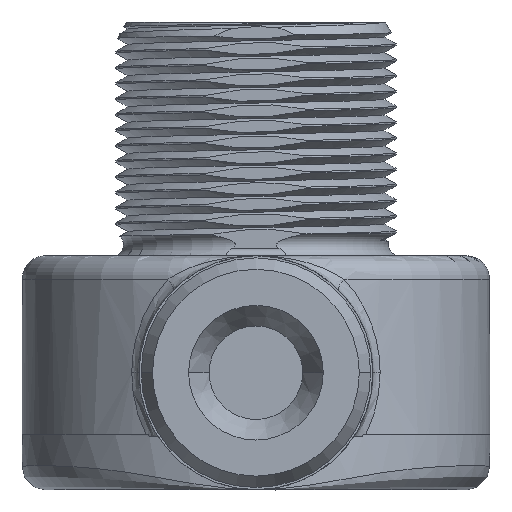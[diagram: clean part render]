
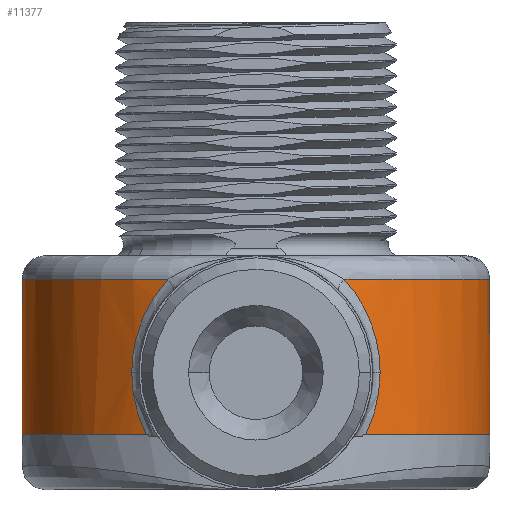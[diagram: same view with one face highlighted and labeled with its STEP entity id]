
A CAD part, front view. The second image highlights one B-rep face of the part: STEP entity #11377.
In plain terms, the highlighted cylindrical face has radius 15 mm (diameter 30 mm), a partial arc.
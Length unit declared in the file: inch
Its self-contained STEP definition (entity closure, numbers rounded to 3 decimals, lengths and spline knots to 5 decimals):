
#328=CARTESIAN_POINT('',(0.,0.,-0.4515));
#329=DIRECTION('',(0.,0.,1.));
#330=DIRECTION('',(0.47,-0.883,0.));
#331=AXIS2_PLACEMENT_3D('',#328,#329,#330);
#333=CARTESIAN_POINT('',(0.27745,-0.52132,
-0.4515));
#334=CARTESIAN_POINT('',(0.27995,-0.51998,
-0.44643));
#335=CARTESIAN_POINT('',(0.28469,-0.51742,
-0.43623));
#336=CARTESIAN_POINT('',(0.29099,-0.5139,
-0.42072));
#337=CARTESIAN_POINT('',(0.2965,-0.51074,
-0.40508));
#338=CARTESIAN_POINT('',(0.30121,-0.50797,
-0.38934));
#339=CARTESIAN_POINT('',(0.30515,-0.50561,
-0.37357));
#340=CARTESIAN_POINT('',(0.30832,-0.50368,
-0.35781));
#341=CARTESIAN_POINT('',(0.31077,-0.50217,
-0.34208));
#342=CARTESIAN_POINT('',(0.31248,-0.5011,
-0.3264));
#343=CARTESIAN_POINT('',(0.3135,-0.50047,
-0.31078));
#344=CARTESIAN_POINT('',(0.31373,-0.50032,
-0.30043));
#345=CARTESIAN_POINT('',(0.31373,-0.50032,
-0.29528));
#347=CARTESIAN_POINT('',(0.31373,-0.50032,
-0.29528));
#348=CARTESIAN_POINT('',(0.31373,-0.50032,
-0.28989));
#349=CARTESIAN_POINT('',(0.31348,-0.50048,
-0.27909));
#350=CARTESIAN_POINT('',(0.31237,-0.50118,
-0.26275));
#351=CARTESIAN_POINT('',(0.31049,-0.50235,
-0.24632));
#352=CARTESIAN_POINT('',(0.3078,-0.504,
-0.22982));
#353=CARTESIAN_POINT('',(0.30431,-0.50611,
-0.2133));
#354=CARTESIAN_POINT('',(0.29998,-0.5087,
-0.19679));
#355=CARTESIAN_POINT('',(0.29479,-0.51172,
-0.18033));
#356=CARTESIAN_POINT('',(0.28873,-0.51517,
-0.16398));
#357=CARTESIAN_POINT('',(0.28178,-0.51901,
-0.14779));
#358=CARTESIAN_POINT('',(0.27394,-0.5232,
-0.13182));
#359=CARTESIAN_POINT('',(0.26521,-0.52768,
-0.11619));
#360=CARTESIAN_POINT('',(0.25564,-0.53239,
-0.10099));
#361=CARTESIAN_POINT('',(0.24526,-0.53726,
-0.08633));
#362=CARTESIAN_POINT('',(0.23413,-0.54221,
-0.07227));
#363=CARTESIAN_POINT('',(0.22627,-0.5455,
-0.06339));
#364=CARTESIAN_POINT('',(0.22223,-0.54714,
-0.05906));
#366=CARTESIAN_POINT('',(0.,0.,-0.05906));
#367=DIRECTION('',(0.,0.,-1.));
#368=DIRECTION('',(-1.,0.,0.));
#369=AXIS2_PLACEMENT_3D('',#366,#367,#368);
#371=CARTESIAN_POINT('',(0.,0.,-0.05906));
#372=DIRECTION('',(0.,0.,-1.));
#373=DIRECTION('',(-0.376,-0.926,0.));
#374=AXIS2_PLACEMENT_3D('',#371,#372,#373);
#376=CARTESIAN_POINT('',(-0.22222,-0.54714,
-0.05906));
#377=CARTESIAN_POINT('',(-0.22627,-0.5455,
-0.06338));
#378=CARTESIAN_POINT('',(-0.23413,-0.54221,
-0.07227));
#379=CARTESIAN_POINT('',(-0.24526,-0.53726,
-0.08632));
#380=CARTESIAN_POINT('',(-0.25563,-0.53239,
-0.10099));
#381=CARTESIAN_POINT('',(-0.26521,-0.52768,
-0.11618));
#382=CARTESIAN_POINT('',(-0.27393,-0.5232,
-0.13181));
#383=CARTESIAN_POINT('',(-0.28178,-0.51901,
-0.14778));
#384=CARTESIAN_POINT('',(-0.28873,-0.51518,
-0.16397));
#385=CARTESIAN_POINT('',(-0.29479,-0.51173,
-0.18032));
#386=CARTESIAN_POINT('',(-0.29998,-0.5087,
-0.19677));
#387=CARTESIAN_POINT('',(-0.30431,-0.50612,
-0.21328));
#388=CARTESIAN_POINT('',(-0.3078,-0.504,
-0.22981));
#389=CARTESIAN_POINT('',(-0.31048,-0.50235,
-0.24631));
#390=CARTESIAN_POINT('',(-0.31237,-0.50118,
-0.26274));
#391=CARTESIAN_POINT('',(-0.31348,-0.50048,
-0.27909));
#392=CARTESIAN_POINT('',(-0.31373,-0.50032,
-0.28989));
#393=CARTESIAN_POINT('',(-0.31373,-0.50032,
-0.29528));
#395=CARTESIAN_POINT('',(-0.31373,-0.50032,
-0.29528));
#396=CARTESIAN_POINT('',(-0.31373,-0.50032,
-0.30044));
#397=CARTESIAN_POINT('',(-0.3135,-0.50047,
-0.31078));
#398=CARTESIAN_POINT('',(-0.31248,-0.5011,
-0.32641));
#399=CARTESIAN_POINT('',(-0.31076,-0.50217,
-0.3421));
#400=CARTESIAN_POINT('',(-0.30832,-0.50368,
-0.35784));
#401=CARTESIAN_POINT('',(-0.30514,-0.50561,
-0.37361));
#402=CARTESIAN_POINT('',(-0.3012,-0.50797,
-0.38938));
#403=CARTESIAN_POINT('',(-0.29649,-0.51074,
-0.4051));
#404=CARTESIAN_POINT('',(-0.29099,-0.5139,
-0.42074));
#405=CARTESIAN_POINT('',(-0.28469,-0.51742,
-0.43624));
#406=CARTESIAN_POINT('',(-0.27995,-0.51999,
-0.44643));
#407=CARTESIAN_POINT('',(-0.27745,-0.52132,
-0.4515));
#774=CARTESIAN_POINT('',(0.22223,-0.54714,
-0.05906));
#9861=CARTESIAN_POINT('',(-0.59055,0.,
-0.05906));
#9863=VERTEX_POINT('',#9861);
#9922=VERTEX_POINT('',#774);
#9925=VERTEX_POINT('',#347);
#9930=VERTEX_POINT('',#376);
#9931=VERTEX_POINT('',#393);
#10592=CARTESIAN_POINT('',(0.27745,-0.52132,
-0.4515));
#10593=CARTESIAN_POINT('',(-0.27745,-0.52132,
-0.4515));
#10594=VERTEX_POINT('',#10592);
#10595=VERTEX_POINT('',#10593);
#11358=CARTESIAN_POINT('',(0.,0.,-0.64961));
#11359=DIRECTION('',(0.,0.,1.));
#11360=DIRECTION('',(1.,0.,0.));
#11361=AXIS2_PLACEMENT_3D('',#11358,#11359,#11360);
#11362=CYLINDRICAL_SURFACE('',#11361,0.59055);
#11363=ORIENTED_EDGE('',*,*,#11347,.F.);
#11365=ORIENTED_EDGE('',*,*,#11364,.T.);
#11367=ORIENTED_EDGE('',*,*,#11366,.T.);
#11369=ORIENTED_EDGE('',*,*,#11368,.F.);
#11371=ORIENTED_EDGE('',*,*,#11370,.F.);
#11373=ORIENTED_EDGE('',*,*,#11372,.T.);
#11374=ORIENTED_EDGE('',*,*,#11331,.T.);
#11375=EDGE_LOOP('',(#11363,#11365,#11367,#11369,#11371,#11373,#11374));
#11376=FACE_OUTER_BOUND('',#11375,.F.);
#11377=ADVANCED_FACE('',(#11376),#11362,.T.);
#332=CIRCLE('',#331,0.59055);
#346=B_SPLINE_CURVE_WITH_KNOTS('',3,(#333,#334,#335,#336,#337,#338,#339,#340,
#341,#342,#343,#344,#345),.UNSPECIFIED.,.F.,.F.,(4,1,1,1,1,1,1,1,1,1,4),(0.,
0.1,0.2,0.3,0.4,0.5,0.6,0.7,0.8,0.9,1.),.UNSPECIFIED.);
#365=B_SPLINE_CURVE_WITH_KNOTS('',3,(#347,#348,#349,#350,#351,#352,#353,#354,
#355,#356,#357,#358,#359,#360,#361,#362,#363,#364),.UNSPECIFIED.,.F.,.F.,(4,1,1,
1,1,1,1,1,1,1,1,1,1,1,1,4),(0.,0.06667,0.13333,0.2,
0.26667,0.33333,0.4,0.46667,0.53333,
0.6,0.66667,0.73333,0.8,0.86667,
0.93333,1.),.UNSPECIFIED.);
#370=CIRCLE('',#369,0.59055);
#375=CIRCLE('',#374,0.59055);
#394=B_SPLINE_CURVE_WITH_KNOTS('',3,(#376,#377,#378,#379,#380,#381,#382,#383,
#384,#385,#386,#387,#388,#389,#390,#391,#392,#393),.UNSPECIFIED.,.F.,.F.,(4,1,1,
1,1,1,1,1,1,1,1,1,1,1,1,4),(0.,0.06667,0.13333,0.2,
0.26667,0.33333,0.4,0.46667,0.53333,
0.6,0.66667,0.73333,0.8,0.86667,
0.93333,1.),.UNSPECIFIED.);
#408=B_SPLINE_CURVE_WITH_KNOTS('',3,(#395,#396,#397,#398,#399,#400,#401,#402,
#403,#404,#405,#406,#407),.UNSPECIFIED.,.F.,.F.,(4,1,1,1,1,1,1,1,1,1,4),(0.,
0.1,0.2,0.3,0.4,0.5,0.6,0.7,0.8,0.9,1.),.UNSPECIFIED.);
#11331=EDGE_CURVE('',#9931,#10595,#408,.T.);
#11347=EDGE_CURVE('',#10594,#10595,#332,.T.);
#11364=EDGE_CURVE('',#10594,#9925,#346,.T.);
#11366=EDGE_CURVE('',#9925,#9922,#365,.T.);
#11368=EDGE_CURVE('',#9863,#9922,#370,.T.);
#11370=EDGE_CURVE('',#9930,#9863,#375,.T.);
#11372=EDGE_CURVE('',#9930,#9931,#394,.T.);
